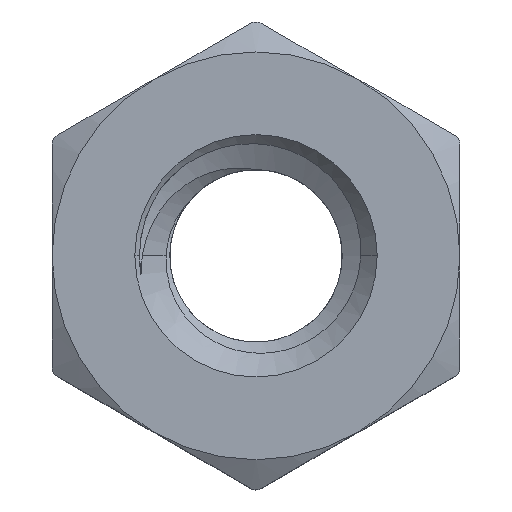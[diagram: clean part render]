
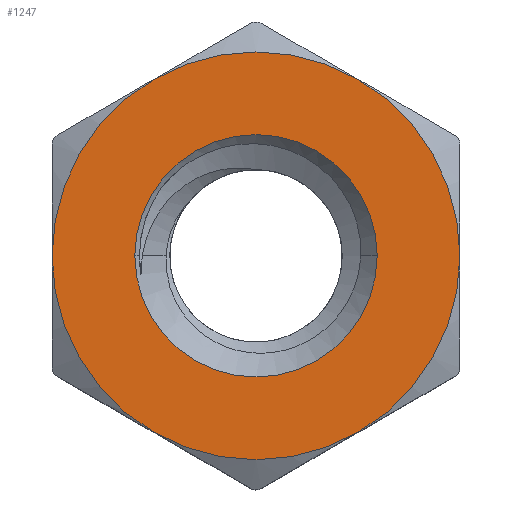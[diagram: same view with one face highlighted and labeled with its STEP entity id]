
A CAD part, top view. The second image highlights one B-rep face of the part: STEP entity #1247.
In plain terms, the highlighted planar face has unit normal (0, 0, 1).
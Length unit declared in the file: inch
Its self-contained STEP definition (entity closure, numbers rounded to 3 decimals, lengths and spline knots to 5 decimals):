
#45 = DIRECTION ( 'NONE',  ( 1., 0., 0. ) ) ;
#53 = AXIS2_PLACEMENT_3D ( 'NONE', #171, #1672, #345 ) ;
#82 = EDGE_CURVE ( 'NONE', #1480, #225, #663, .T. ) ;
#89 = ORIENTED_EDGE ( 'NONE', *, *, #2166, .T. ) ;
#119 = VERTEX_POINT ( 'NONE', #979 ) ;
#133 = ORIENTED_EDGE ( 'NONE', *, *, #284, .T. ) ;
#153 = DIRECTION ( 'NONE',  ( 0., 0., 1. ) ) ;
#160 = CARTESIAN_POINT ( 'NONE',  ( 0.13, 0., 0.10938 ) ) ;
#171 = CARTESIAN_POINT ( 'NONE',  ( 0., 0., 0.10938 ) ) ;
#225 = VERTEX_POINT ( 'NONE', #1742 ) ;
#247 = CIRCLE ( 'NONE', #2448, 0.21875 ) ;
#278 = AXIS2_PLACEMENT_3D ( 'NONE', #1297, #153, #1893 ) ;
#284 = EDGE_CURVE ( 'NONE', #363, #1605, #1761, .T. ) ;
#317 = DIRECTION ( 'NONE',  ( 1., 0., 0. ) ) ;
#345 = DIRECTION ( 'NONE',  ( 1., 0., 0. ) ) ;
#363 = VERTEX_POINT ( 'NONE', #1803 ) ;
#404 = AXIS2_PLACEMENT_3D ( 'NONE', #753, #1927, #2099 ) ;
#422 = AXIS2_PLACEMENT_3D ( 'NONE', #2214, #2035, #1696 ) ;
#426 = VERTEX_POINT ( 'NONE', #2138 ) ;
#462 = EDGE_CURVE ( 'NONE', #225, #426, #247, .T. ) ;
#514 = ORIENTED_EDGE ( 'NONE', *, *, #462, .T. ) ;
#537 = CARTESIAN_POINT ( 'NONE',  ( 0., 0., 0.10938 ) ) ;
#543 = EDGE_CURVE ( 'NONE', #426, #119, #2054, .T. ) ;
#663 = CIRCLE ( 'NONE', #1656, 0.21875 ) ;
#718 = PLANE ( 'NONE',  #53 ) ;
#753 = CARTESIAN_POINT ( 'NONE',  ( 0., 0., 0.10938 ) ) ;
#761 = DIRECTION ( 'NONE',  ( 1., 0., 0. ) ) ;
#770 = CARTESIAN_POINT ( 'NONE',  ( 0., 0., 0.10938 ) ) ;
#839 = CARTESIAN_POINT ( 'NONE',  ( -0.13, 0., 0.10938 ) ) ;
#871 = EDGE_CURVE ( 'NONE', #1757, #1864, #1883, .T. ) ;
#876 = FACE_OUTER_BOUND ( 'NONE', #1689, .T. ) ;
#882 = CARTESIAN_POINT ( 'NONE',  ( 0.10938, -0.18944, 0.10938 ) ) ;
#901 = CIRCLE ( 'NONE', #1234, 0.21875 ) ;
#946 = DIRECTION ( 'NONE',  ( 1., 0., 0. ) ) ;
#979 = CARTESIAN_POINT ( 'NONE',  ( -0.21875, 0., 0.10938 ) ) ;
#1028 = CARTESIAN_POINT ( 'NONE',  ( 0., 0., 0.10938 ) ) ;
#1155 = ORIENTED_EDGE ( 'NONE', *, *, #543, .T. ) ;
#1234 = AXIS2_PLACEMENT_3D ( 'NONE', #1028, #2137, #2326 ) ;
#1247 = ADVANCED_FACE ( 'NONE', ( #2275, #876 ), #718, .T. ) ;
#1266 = CIRCLE ( 'NONE', #278, 0.21875 ) ;
#1297 = CARTESIAN_POINT ( 'NONE',  ( 0., 0., 0.10938 ) ) ;
#1466 = AXIS2_PLACEMENT_3D ( 'NONE', #537, #1697, #946 ) ;
#1480 = VERTEX_POINT ( 'NONE', #2362 ) ;
#1571 = CARTESIAN_POINT ( 'NONE',  ( 0., 0., 0.10938 ) ) ;
#1605 = VERTEX_POINT ( 'NONE', #882 ) ;
#1629 = AXIS2_PLACEMENT_3D ( 'NONE', #1652, #2405, #317 ) ;
#1652 = CARTESIAN_POINT ( 'NONE',  ( 0., 0., 0.10938 ) ) ;
#1656 = AXIS2_PLACEMENT_3D ( 'NONE', #770, #2100, #761 ) ;
#1672 = DIRECTION ( 'NONE',  ( 0., 0., 1. ) ) ;
#1689 = EDGE_LOOP ( 'NONE', ( #2325, #2111, #514, #1155, #89, #133 ) ) ;
#1696 = DIRECTION ( 'NONE',  ( 1., 0., 0. ) ) ;
#1697 = DIRECTION ( 'NONE',  ( 0., 0., 1. ) ) ;
#1730 = EDGE_CURVE ( 'NONE', #1864, #1757, #1956, .T. ) ;
#1737 = EDGE_CURVE ( 'NONE', #1605, #1480, #1266, .T. ) ;
#1742 = CARTESIAN_POINT ( 'NONE',  ( 0.10937, 0.18944, 0.10938 ) ) ;
#1757 = VERTEX_POINT ( 'NONE', #160 ) ;
#1761 = CIRCLE ( 'NONE', #422, 0.21875 ) ;
#1803 = CARTESIAN_POINT ( 'NONE',  ( -0.10937, -0.18944, 0.10938 ) ) ;
#1864 = VERTEX_POINT ( 'NONE', #839 ) ;
#1883 = CIRCLE ( 'NONE', #404, 0.13 ) ;
#1893 = DIRECTION ( 'NONE',  ( 1., 0., 0. ) ) ;
#1898 = ORIENTED_EDGE ( 'NONE', *, *, #871, .F. ) ;
#1927 = DIRECTION ( 'NONE',  ( 0., 0., 1. ) ) ;
#1956 = CIRCLE ( 'NONE', #1466, 0.13 ) ;
#2035 = DIRECTION ( 'NONE',  ( 0., 0., 1. ) ) ;
#2054 = CIRCLE ( 'NONE', #1629, 0.21875 ) ;
#2099 = DIRECTION ( 'NONE',  ( 1., 0., 0. ) ) ;
#2100 = DIRECTION ( 'NONE',  ( 0., 0., 1. ) ) ;
#2111 = ORIENTED_EDGE ( 'NONE', *, *, #82, .T. ) ;
#2137 = DIRECTION ( 'NONE',  ( 0., 0., 1. ) ) ;
#2138 = CARTESIAN_POINT ( 'NONE',  ( -0.10938, 0.18944, 0.10938 ) ) ;
#2166 = EDGE_CURVE ( 'NONE', #119, #363, #901, .T. ) ;
#2176 = EDGE_LOOP ( 'NONE', ( #1898, #2465 ) ) ;
#2214 = CARTESIAN_POINT ( 'NONE',  ( 0., 0., 0.10938 ) ) ;
#2275 = FACE_BOUND ( 'NONE', #2176, .T. ) ;
#2325 = ORIENTED_EDGE ( 'NONE', *, *, #1737, .T. ) ;
#2326 = DIRECTION ( 'NONE',  ( 1., 0., 0. ) ) ;
#2327 = DIRECTION ( 'NONE',  ( 0., 0., 1. ) ) ;
#2362 = CARTESIAN_POINT ( 'NONE',  ( 0.21875, 0., 0.10938 ) ) ;
#2405 = DIRECTION ( 'NONE',  ( 0., 0., 1. ) ) ;
#2448 = AXIS2_PLACEMENT_3D ( 'NONE', #1571, #2327, #45 ) ;
#2465 = ORIENTED_EDGE ( 'NONE', *, *, #1730, .F. ) ;
